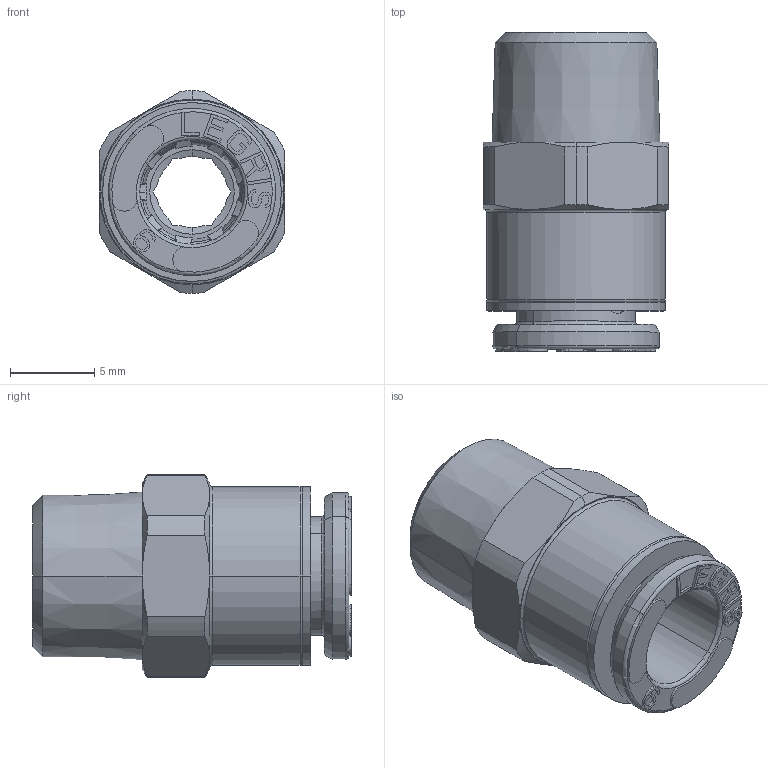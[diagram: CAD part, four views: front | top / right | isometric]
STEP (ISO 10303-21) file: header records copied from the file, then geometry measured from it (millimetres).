
FILE_DESCRIPTION(('STEP AP214'),'1');
FILE_NAME('6805_06_10.stp','2016-07-07T14:41:00',('TraceParts'),('TraceParts S.A.'),'Spatial InterOp 3D',' ',' ');
FILE_SCHEMA(('automotive_design'));
Length unit declared in the file: millimetre
Products named in the file (6): 6805 06 10|44106-62_ASM_905#44106-62_ASM|44106-27_901#44106-27;Solide1; 6805 06 10|44106-62_ASM_905#44106-62_ASM|44106-37_902#44106-37;Solide1; 6805 06 10|44106-62_ASM_905#44106-62_ASM|44106_903#44106;Solide1; 6805 06 10|44106-62_ASM_905#44106-62_ASM|44126-20_904#44126-20;Solide1; 6805 06 10|46706-10_900#46706-10;Solide1; 6805 06 10|44106-11-10-ASM_906#44106-11-10-ASM;Solide1
Bounding box: 11 x 18.9 x 12 mm (x, y, z)
Volume: 988.8 mm3; surface area: 2145.6 mm2
Topology: 6 solids, 6 shells, 630 faces, 1647 edges, 1043 vertices
Faces by surface type: plane 300, cone 105, cylinder 99, torus 68, bspline 56, sphere 2
Entity records: 26735 total; most frequent: CARTESIAN_POINT 6203, ORIENTED_EDGE 3290, DIRECTION 3136, EDGE_CURVE 1645, AXIS2_PLACEMENT_3D 1094, VERTEX_POINT 1043, LINE 948, VECTOR 948
